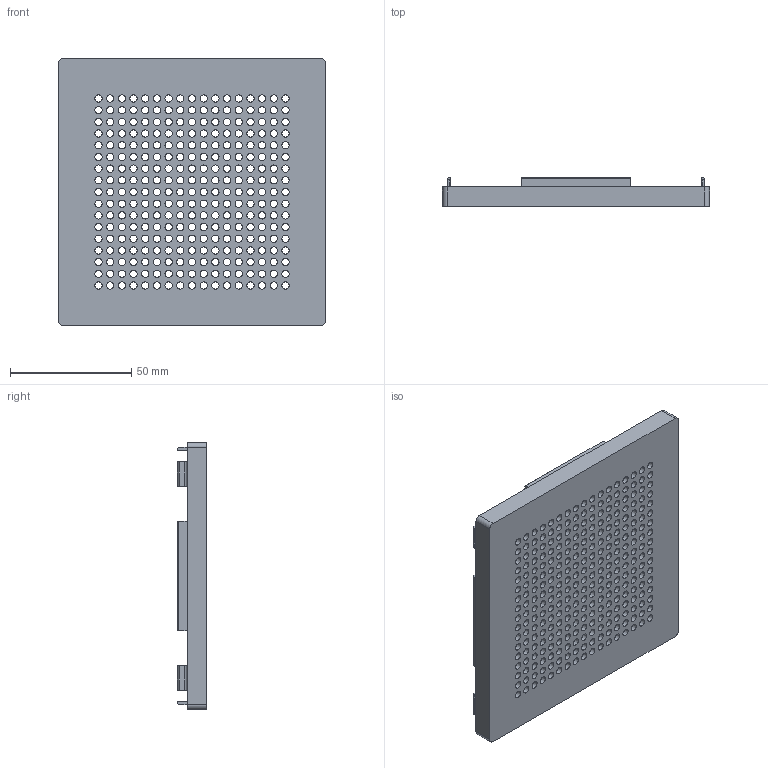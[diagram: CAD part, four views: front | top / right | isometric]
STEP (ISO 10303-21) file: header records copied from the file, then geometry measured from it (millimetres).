
FILE_DESCRIPTION(/* description */ (''),/* implementation_level */ '2;1');
FILE_NAME(/* name */ 'Front_Cover.step',/* time_stamp */ '2026-02-13T13:03:41+01:00',/* author */ (''),/* organization */ (''),/* preprocessor_version */ 'ST-DEVELOPER v20.1',/* originating_system */ 'Autodesk Translation Framework v14.24.0.0',/* authorisation */ '');
FILE_SCHEMA (('AUTOMOTIVE_DESIGN { 1 0 10303 214 3 1 1 }'));
Length unit declared in the file: millimetre
Products named in the file (1): Front_Cover
Bounding box: 110 x 12 x 110 mm (x, y, z)
Volume: 28416.7 mm3; surface area: 33553.4 mm2
Topology: 1 solids, 1 shells, 376 faces, 1111 edges, 738 vertices
Faces by surface type: cylinder 301, plane 75
Full cylindrical faces by diameter (mm): 3 x289
Entity records: 14062 total; most frequent: DIRECTION 2467, CARTESIAN_POINT 2226, ORIENTED_EDGE 2222, EDGE_CURVE 1111, AXIS2_PLACEMENT_3D 979, EDGE_LOOP 955, VERTEX_POINT 738, CIRCLE 602
